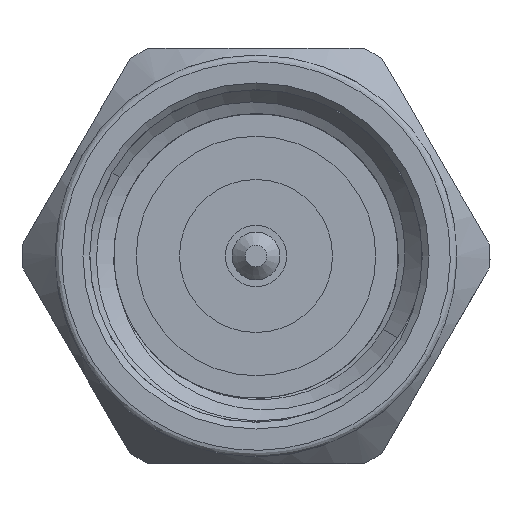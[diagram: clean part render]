
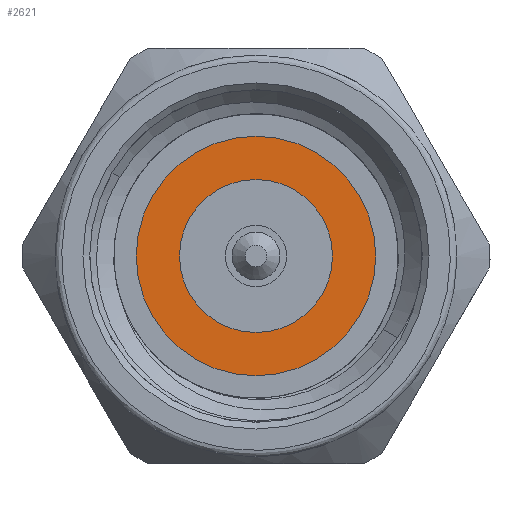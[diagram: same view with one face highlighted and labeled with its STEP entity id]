
A CAD part, left-side view. The second image highlights one B-rep face of the part: STEP entity #2621.
In plain terms, the highlighted planar face has unit normal (-1, 0, 0).
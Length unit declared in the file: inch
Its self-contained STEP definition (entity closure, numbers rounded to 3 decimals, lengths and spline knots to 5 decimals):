
#92 = DIRECTION ( 'NONE',  ( 0., -0.866, -0.5 ) ) ;
#131 = VERTEX_POINT ( 'NONE', #533 ) ;
#132 = CIRCLE ( 'NONE', #1778, 0.05748 ) ;
#146 = VERTEX_POINT ( 'NONE', #519 ) ;
#250 = DIRECTION ( 'NONE',  ( 0., 0.866, 0.5 ) ) ;
#291 = DIRECTION ( 'NONE',  ( 1., 0., 0. ) ) ;
#452 = EDGE_CURVE ( 'NONE', #146, #146, #132, .T. ) ;
#519 = CARTESIAN_POINT ( 'NONE',  ( 0.125, 0.04978, 0.02874 ) ) ;
#533 = CARTESIAN_POINT ( 'NONE',  ( 0.125, 0.07794, 0.045 ) ) ;
#893 = CARTESIAN_POINT ( 'NONE',  ( 0.125, 0., 0. ) ) ;
#1059 = EDGE_CURVE ( 'NONE', #131, #131, #2128, .T. ) ;
#1081 = CARTESIAN_POINT ( 'NONE',  ( 0.125, 0., 0. ) ) ;
#1293 = FACE_BOUND ( 'NONE', #1440, .T. ) ;
#1321 = DIRECTION ( 'NONE',  ( -1., 0., 0. ) ) ;
#1440 = EDGE_LOOP ( 'NONE', ( #2676 ) ) ;
#1548 = DIRECTION ( 'NONE',  ( 1., 0., 0. ) ) ;
#1701 = DIRECTION ( 'NONE',  ( 0., 0.866, 0.5 ) ) ;
#1705 = AXIS2_PLACEMENT_3D ( 'NONE', #1081, #1548, #250 ) ;
#1753 = EDGE_LOOP ( 'NONE', ( #2654 ) ) ;
#1778 = AXIS2_PLACEMENT_3D ( 'NONE', #2524, #291, #1701 ) ;
#1915 = PLANE ( 'NONE',  #2643 ) ;
#2128 = CIRCLE ( 'NONE', #1705, 0.09 ) ;
#2338 = FACE_OUTER_BOUND ( 'NONE', #1753, .T. ) ;
#2524 = CARTESIAN_POINT ( 'NONE',  ( 0.125, 0., 0. ) ) ;
#2621 = ADVANCED_FACE ( 'NONE', ( #2338, #1293 ), #1915, .T. ) ;
#2643 = AXIS2_PLACEMENT_3D ( 'NONE', #893, #1321, #92 ) ;
#2654 = ORIENTED_EDGE ( 'NONE', *, *, #1059, .F. ) ;
#2676 = ORIENTED_EDGE ( 'NONE', *, *, #452, .T. ) ;
